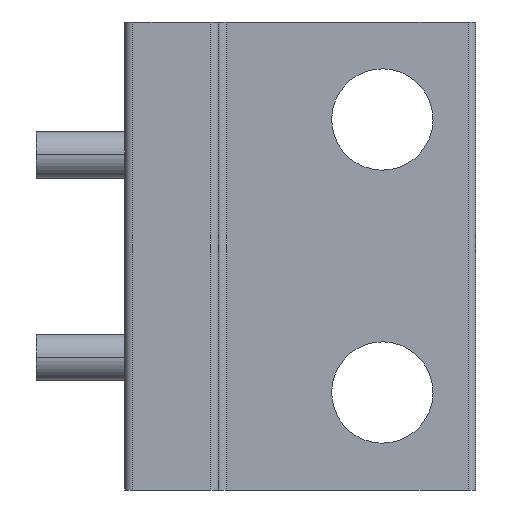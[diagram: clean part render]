
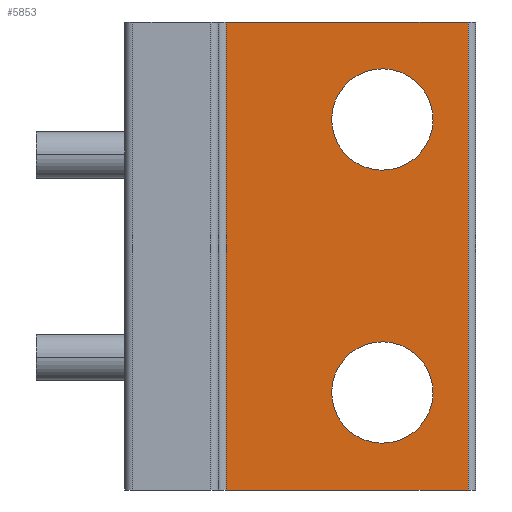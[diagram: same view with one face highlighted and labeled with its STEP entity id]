
A CAD part, left-side view. The second image highlights one B-rep face of the part: STEP entity #5853.
In plain terms, the highlighted planar face has unit normal (-1, 0, 0).
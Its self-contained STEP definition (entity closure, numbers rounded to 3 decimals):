
#5758=AXIS2_PLACEMENT_3D('Circle Axis2P3D',#5756,#5757,$) ;
#5782=AXIS2_PLACEMENT_3D('Circle Axis2P3D',#5780,#5781,$) ;
#5795=AXIS2_PLACEMENT_3D('Plane Axis2P3D',#5792,#5793,#5794) ;
#5837=AXIS2_PLACEMENT_3D('Circle Axis2P3D',#5835,#5836,$) ;
#5846=AXIS2_PLACEMENT_3D('Circle Axis2P3D',#5844,#5845,$) ;
#5753=CARTESIAN_POINT('Vertex',(-233.,-28.704,76.616)) ;
#5756=CARTESIAN_POINT('Axis2P3D Location',(-233.,-23.,73.5)) ;
#5760=CARTESIAN_POINT('Vertex',(-233.,-17.296,70.384)) ;
#5780=CARTESIAN_POINT('Axis2P3D Location',(-233.,-23.,73.5)) ;
#5792=CARTESIAN_POINT('Axis2P3D Location',(-233.,-35.,61.)) ;
#5797=CARTESIAN_POINT('Line Origine',(-233.,-3.,91.)) ;
#5801=CARTESIAN_POINT('Vertex',(-233.,-3.,121.)) ;
#5803=CARTESIAN_POINT('Vertex',(-233.,-3.,61.)) ;
#5806=CARTESIAN_POINT('Line Origine',(-233.,-18.5,61.)) ;
#5810=CARTESIAN_POINT('Vertex',(-233.,-34.,61.)) ;
#5813=CARTESIAN_POINT('Line Origine',(-233.,-34.,91.)) ;
#5817=CARTESIAN_POINT('Vertex',(-233.,-34.,121.)) ;
#5820=CARTESIAN_POINT('Line Origine',(-233.,-18.5,121.)) ;
#5835=CARTESIAN_POINT('Axis2P3D Location',(-233.,-23.,108.5)) ;
#5839=CARTESIAN_POINT('Vertex',(-233.,-17.296,105.384)) ;
#5841=CARTESIAN_POINT('Vertex',(-233.,-28.704,111.616)) ;
#5844=CARTESIAN_POINT('Axis2P3D Location',(-233.,-23.,108.5)) ;
#5757=DIRECTION('Axis2P3D Direction',(-1.,0.,0.)) ;
#5781=DIRECTION('Axis2P3D Direction',(-1.,0.,0.)) ;
#5793=DIRECTION('Axis2P3D Direction',(1.,0.,0.)) ;
#5794=DIRECTION('Axis2P3D XDirection',(0.,1.,0.)) ;
#5798=DIRECTION('Vector Direction',(0.,0.,1.)) ;
#5807=DIRECTION('Vector Direction',(0.,1.,0.)) ;
#5814=DIRECTION('Vector Direction',(0.,0.,1.)) ;
#5821=DIRECTION('Vector Direction',(0.,1.,0.)) ;
#5836=DIRECTION('Axis2P3D Direction',(1.,0.,0.)) ;
#5845=DIRECTION('Axis2P3D Direction',(1.,0.,0.)) ;
#5799=VECTOR('Line Direction',#5798,1.) ;
#5808=VECTOR('Line Direction',#5807,1.) ;
#5815=VECTOR('Line Direction',#5814,1.) ;
#5822=VECTOR('Line Direction',#5821,1.) ;
#5826=ORIENTED_EDGE('',*,*,#5805,.T.) ;
#5827=ORIENTED_EDGE('',*,*,#5812,.T.) ;
#5828=ORIENTED_EDGE('',*,*,#5819,.T.) ;
#5829=ORIENTED_EDGE('',*,*,#5824,.F.) ;
#5832=ORIENTED_EDGE('',*,*,#5784,.F.) ;
#5833=ORIENTED_EDGE('',*,*,#5762,.F.) ;
#5850=ORIENTED_EDGE('',*,*,#5843,.F.) ;
#5851=ORIENTED_EDGE('',*,*,#5848,.F.) ;
#5834=FACE_BOUND('',#5831,.T.) ;
#5852=FACE_BOUND('',#5849,.T.) ;
#5853=ADVANCED_FACE('RB0346001_1PA_001_00_N1_2500_FP_TERMINAL.9\\PartBody',(#5830,#5834,#5852),#5796,.F.) ;
#5759=CIRCLE('generated circle',#5758,6.5) ;
#5783=CIRCLE('generated circle',#5782,6.5) ;
#5838=CIRCLE('generated circle',#5837,6.5) ;
#5847=CIRCLE('generated circle',#5846,6.5) ;
#5762=EDGE_CURVE('',#5754,#5761,#5759,.T.) ;
#5784=EDGE_CURVE('',#5761,#5754,#5783,.T.) ;
#5805=EDGE_CURVE('',#5802,#5804,#5800,.F.) ;
#5812=EDGE_CURVE('',#5804,#5811,#5809,.F.) ;
#5819=EDGE_CURVE('',#5811,#5818,#5816,.T.) ;
#5824=EDGE_CURVE('',#5802,#5818,#5823,.F.) ;
#5843=EDGE_CURVE('',#5840,#5842,#5838,.F.) ;
#5848=EDGE_CURVE('',#5842,#5840,#5847,.F.) ;
#5825=EDGE_LOOP('',(#5826,#5827,#5828,#5829)) ;
#5831=EDGE_LOOP('',(#5832,#5833)) ;
#5849=EDGE_LOOP('',(#5850,#5851)) ;
#5830=FACE_OUTER_BOUND('',#5825,.T.) ;
#5800=LINE('Line',#5797,#5799) ;
#5809=LINE('Line',#5806,#5808) ;
#5816=LINE('Line',#5813,#5815) ;
#5823=LINE('Line',#5820,#5822) ;
#5796=PLANE('',#5795) ;
#5754=VERTEX_POINT('',#5753) ;
#5761=VERTEX_POINT('',#5760) ;
#5802=VERTEX_POINT('',#5801) ;
#5804=VERTEX_POINT('',#5803) ;
#5811=VERTEX_POINT('',#5810) ;
#5818=VERTEX_POINT('',#5817) ;
#5840=VERTEX_POINT('',#5839) ;
#5842=VERTEX_POINT('',#5841) ;
